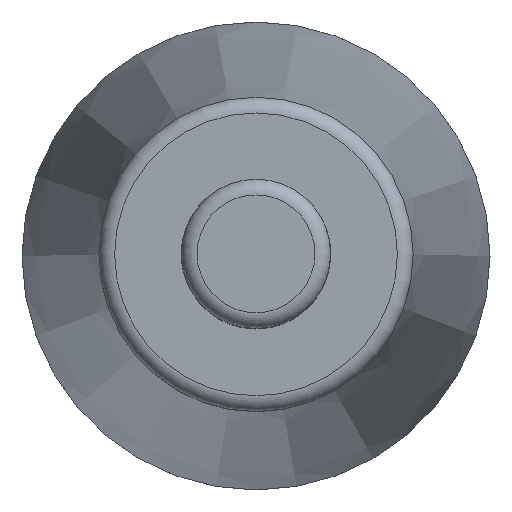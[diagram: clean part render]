
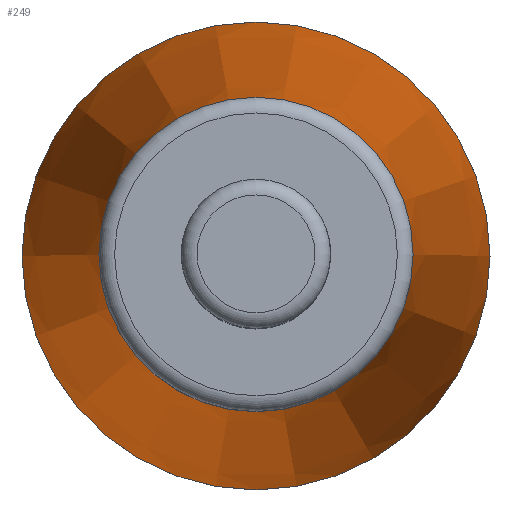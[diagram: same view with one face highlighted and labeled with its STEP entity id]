
A CAD part, top view. The second image highlights one B-rep face of the part: STEP entity #249.
In plain terms, the highlighted conical face has half-angle 5.711 degrees and reference radius 15 mm.
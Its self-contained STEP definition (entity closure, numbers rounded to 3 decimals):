
#74 = TOROIDAL_SURFACE('',#75,13.895,1.);
#75 = AXIS2_PLACEMENT_3D('',#76,#77,#78);
#76 = CARTESIAN_POINT('',(0.,0.,1.));
#77 = DIRECTION('',(-0.,-0.,-1.));
#78 = DIRECTION('',(1.,0.,0.));
#146 = VERTEX_POINT('',#147);
#147 = CARTESIAN_POINT('',(14.89,0.,
    1.1));
#169 = EDGE_CURVE('',#146,#146,#170,.T.);
#170 = SURFACE_CURVE('',#171,(#176,#183),.PCURVE_S1.);
#171 = CIRCLE('',#172,14.89);
#172 = AXIS2_PLACEMENT_3D('',#173,#174,#175);
#173 = CARTESIAN_POINT('',(0.,0.,1.1));
#174 = DIRECTION('',(-0.,0.,1.));
#175 = DIRECTION('',(1.,0.,0.));
#176 = PCURVE('',#74,#177);
#177 = DEFINITIONAL_REPRESENTATION('',(#178),#182);
#178 = LINE('',#179,#180);
#179 = CARTESIAN_POINT('',(-0.,6.184));
#180 = VECTOR('',#181,1.);
#181 = DIRECTION('',(-1.,0.));
#182 = ( GEOMETRIC_REPRESENTATION_CONTEXT(2) 
PARAMETRIC_REPRESENTATION_CONTEXT() REPRESENTATION_CONTEXT('2D SPACE',''
  ) );
#183 = PCURVE('',#184,#189);
#184 = CONICAL_SURFACE('',#185,15.,0.1);
#185 = AXIS2_PLACEMENT_3D('',#186,#187,#188);
#186 = CARTESIAN_POINT('',(0.,0.,0.));
#187 = DIRECTION('',(-0.,-0.,-1.));
#188 = DIRECTION('',(1.,0.,0.));
#189 = DEFINITIONAL_REPRESENTATION('',(#190),#194);
#190 = LINE('',#191,#192);
#191 = CARTESIAN_POINT('',(-0.,-1.1));
#192 = VECTOR('',#193,1.);
#193 = DIRECTION('',(-1.,-0.));
#194 = ( GEOMETRIC_REPRESENTATION_CONTEXT(2) 
PARAMETRIC_REPRESENTATION_CONTEXT() REPRESENTATION_CONTEXT('2D SPACE',''
  ) );
#249 = ADVANCED_FACE('',(#250),#184,.T.);
#250 = FACE_BOUND('',#251,.T.);
#251 = EDGE_LOOP('',(#252,#272,#299,#300));
#252 = ORIENTED_EDGE('',*,*,#253,.T.);
#253 = EDGE_CURVE('',#146,#254,#256,.T.);
#254 = VERTEX_POINT('',#255);
#255 = CARTESIAN_POINT('',(10.,0.,50.));
#256 = SEAM_CURVE('',#257,(#260,#266),.PCURVE_S1.);
#257 = B_SPLINE_CURVE_WITH_KNOTS('',1,(#258,#259),.UNSPECIFIED.,.F.,.F.,
  (2,2),(0.,1.),.PIECEWISE_BEZIER_KNOTS.);
#258 = CARTESIAN_POINT('',(15.,0.,0.));
#259 = CARTESIAN_POINT('',(10.,0.,50.));
#260 = PCURVE('',#184,#261);
#261 = DEFINITIONAL_REPRESENTATION('',(#262),#265);
#262 = B_SPLINE_CURVE_WITH_KNOTS('',1,(#263,#264),.UNSPECIFIED.,.F.,.F.,
  (2,2),(0.,1.),.PIECEWISE_BEZIER_KNOTS.);
#263 = CARTESIAN_POINT('',(-6.283,0.));
#264 = CARTESIAN_POINT('',(-6.283,-50.));
#265 = ( GEOMETRIC_REPRESENTATION_CONTEXT(2) 
PARAMETRIC_REPRESENTATION_CONTEXT() REPRESENTATION_CONTEXT('2D SPACE',''
  ) );
#266 = PCURVE('',#184,#267);
#267 = DEFINITIONAL_REPRESENTATION('',(#268),#271);
#268 = B_SPLINE_CURVE_WITH_KNOTS('',1,(#269,#270),.UNSPECIFIED.,.F.,.F.,
  (2,2),(0.,1.),.PIECEWISE_BEZIER_KNOTS.);
#269 = CARTESIAN_POINT('',(0.,0.));
#270 = CARTESIAN_POINT('',(0.,-50.));
#271 = ( GEOMETRIC_REPRESENTATION_CONTEXT(2) 
PARAMETRIC_REPRESENTATION_CONTEXT() REPRESENTATION_CONTEXT('2D SPACE',''
  ) );
#272 = ORIENTED_EDGE('',*,*,#273,.F.);
#273 = EDGE_CURVE('',#254,#254,#274,.T.);
#274 = SURFACE_CURVE('',#275,(#280,#287),.PCURVE_S1.);
#275 = CIRCLE('',#276,10.);
#276 = AXIS2_PLACEMENT_3D('',#277,#278,#279);
#277 = CARTESIAN_POINT('',(0.,0.,50.));
#278 = DIRECTION('',(0.,0.,1.));
#279 = DIRECTION('',(1.,0.,0.));
#280 = PCURVE('',#184,#281);
#281 = DEFINITIONAL_REPRESENTATION('',(#282),#286);
#282 = LINE('',#283,#284);
#283 = CARTESIAN_POINT('',(-0.,-50.));
#284 = VECTOR('',#285,1.);
#285 = DIRECTION('',(-1.,-0.));
#286 = ( GEOMETRIC_REPRESENTATION_CONTEXT(2) 
PARAMETRIC_REPRESENTATION_CONTEXT() REPRESENTATION_CONTEXT('2D SPACE',''
  ) );
#287 = PCURVE('',#288,#293);
#288 = CYLINDRICAL_SURFACE('',#289,10.);
#289 = AXIS2_PLACEMENT_3D('',#290,#291,#292);
#290 = CARTESIAN_POINT('',(0.,0.,50.));
#291 = DIRECTION('',(-0.,-0.,-1.));
#292 = DIRECTION('',(1.,0.,0.));
#293 = DEFINITIONAL_REPRESENTATION('',(#294),#298);
#294 = LINE('',#295,#296);
#295 = CARTESIAN_POINT('',(-0.,0.));
#296 = VECTOR('',#297,1.);
#297 = DIRECTION('',(-1.,0.));
#298 = ( GEOMETRIC_REPRESENTATION_CONTEXT(2) 
PARAMETRIC_REPRESENTATION_CONTEXT() REPRESENTATION_CONTEXT('2D SPACE',''
  ) );
#299 = ORIENTED_EDGE('',*,*,#253,.F.);
#300 = ORIENTED_EDGE('',*,*,#169,.T.);
